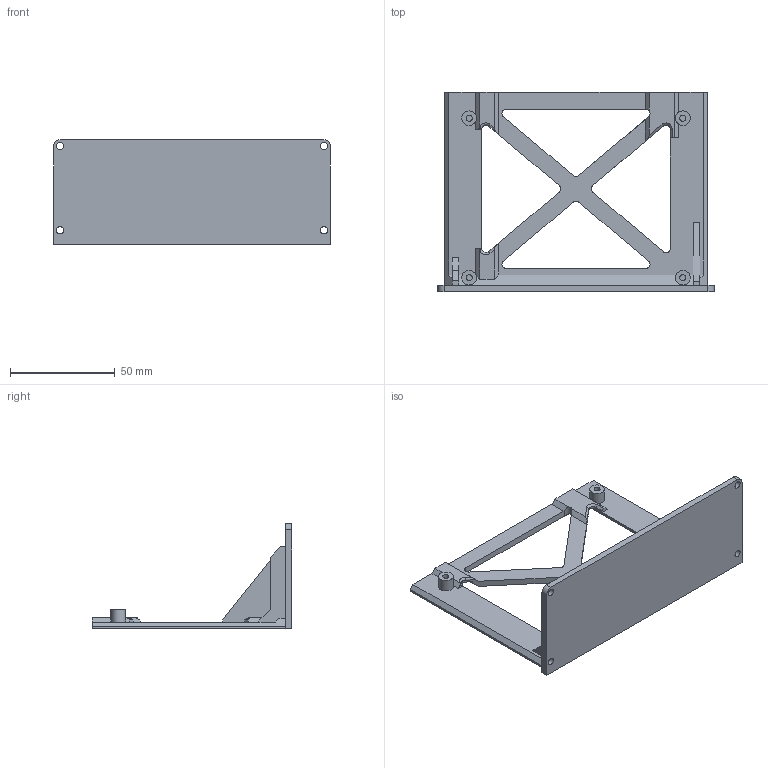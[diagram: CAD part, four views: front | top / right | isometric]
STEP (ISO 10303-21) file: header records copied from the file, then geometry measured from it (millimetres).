
FILE_DESCRIPTION(/* description */ (''),/* implementation_level */ '2;1');
FILE_NAME(/* name */ 'Blank Mainboard Mount.step',/* time_stamp */ '2020-01-04T23:36:07-06:00',/* author */ (''),/* organization */ (''),/* preprocessor_version */ 'ST-DEVELOPER v18',/* originating_system */ 'Autodesk Translation Framework v8.12.0.6',/* authorisation */ '');
FILE_SCHEMA (('AUTOMOTIVE_DESIGN { 1 0 10303 214 3 1 1 }'));
Length unit declared in the file: millimetre
Products named in the file (3): Blank Mainboard Mount; Blank Mount; MKS Gen L Mount
Assembly tree (2 placements, depth 2):
  Blank Mainboard Mount
    Blank Mount
    MKS Gen L Mount
Bounding box: 132 x 95.3 x 50 mm (x, y, z)
Volume: 86114.1 mm3; surface area: 63301.2 mm2
Topology: 2 solids, 2 shells, 226 faces, 654 edges, 428 vertices
Faces by surface type: plane 156, cylinder 60, cone 6, torus 4
Full cylindrical faces by diameter (mm): 2.9 x8, 3.5 x8, 7 x8
Entity records: 7589 total; most frequent: CARTESIAN_POINT 1365, ORIENTED_EDGE 1308, DIRECTION 1262, EDGE_CURVE 654, LINE 500, VECTOR 500, VERTEX_POINT 428, AXIS2_PLACEMENT_3D 381
